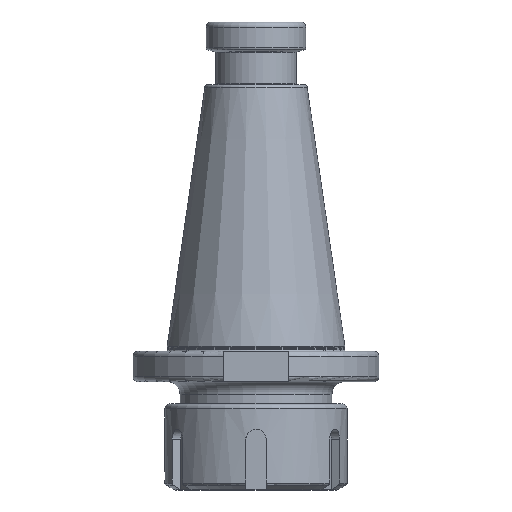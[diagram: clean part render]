
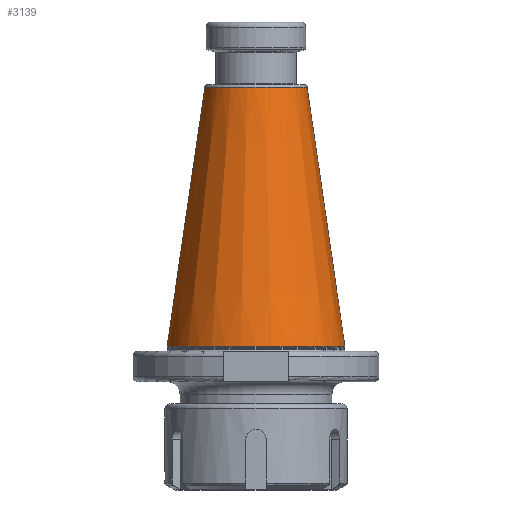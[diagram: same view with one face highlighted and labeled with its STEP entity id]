
A CAD part, left-side view. The second image highlights one B-rep face of the part: STEP entity #3139.
In plain terms, the highlighted conical face has half-angle 8.297 degrees and reference radius 27.65 mm.
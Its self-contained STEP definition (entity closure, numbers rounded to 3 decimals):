
#1148=DIRECTION('',(0,-0.144,0.99));
#1149=VECTOR('',#1148,103.254);
#1150=CARTESIAN_POINT('',(0,35.1,14));
#1151=LINE('',#1150,#1149);
#1152=DIRECTION('',(0,0.144,0.99));
#1153=VECTOR('',#1152,103.254);
#1154=CARTESIAN_POINT('',(0,-35.1,14));
#1155=LINE('',#1154,#1153);
#1156=CARTESIAN_POINT('',(0,0,14));
#1157=DIRECTION('',(0,0,1));
#1158=DIRECTION('',(0,1,0));
#1159=AXIS2_PLACEMENT_3D('',#1156,#1157,#1158);
#1181=CARTESIAN_POINT('',(0,0,116.173));
#1182=DIRECTION('',(0,0,1));
#1183=DIRECTION('',(0,1,0));
#1184=AXIS2_PLACEMENT_3D('',#1181,#1182,#1183);
#1809=CARTESIAN_POINT('',(0,35.1,14));
#1810=VERTEX_POINT('',#1809);
#1811=CARTESIAN_POINT('',(0,20.2,116.173));
#1812=VERTEX_POINT('',#1811);
#1849=CARTESIAN_POINT('',(0,-35.1,14));
#1850=VERTEX_POINT('',#1849);
#1851=CARTESIAN_POINT('',(0,-20.2,116.173));
#1852=VERTEX_POINT('',#1851);
#3125=CARTESIAN_POINT('',(0,0,65.087));
#3126=DIRECTION('',(0,0,-1));
#3127=DIRECTION('',(0,-1,0));
#3128=AXIS2_PLACEMENT_3D('',#3125,#3126,#3127);
#3129=CONICAL_SURFACE('',#3128,27.65,8.297);
#3131=ORIENTED_EDGE('',*,*,#3130,.T.);
#3133=ORIENTED_EDGE('',*,*,#3132,.T.);
#3135=ORIENTED_EDGE('',*,*,#3134,.F.);
#3136=ORIENTED_EDGE('',*,*,#3118,.F.);
#3137=EDGE_LOOP('',(#3131,#3133,#3135,#3136));
#3138=FACE_OUTER_BOUND('',#3137,.F.);
#3139=ADVANCED_FACE('',(#3138),#3129,.T.);
#1160=CIRCLE('',#1159,35.1);
#1185=CIRCLE('',#1184,20.2);
#3118=EDGE_CURVE('',#1810,#1850,#1160,.T.);
#3130=EDGE_CURVE('',#1810,#1812,#1151,.T.);
#3132=EDGE_CURVE('',#1812,#1852,#1185,.T.);
#3134=EDGE_CURVE('',#1850,#1852,#1155,.T.);
